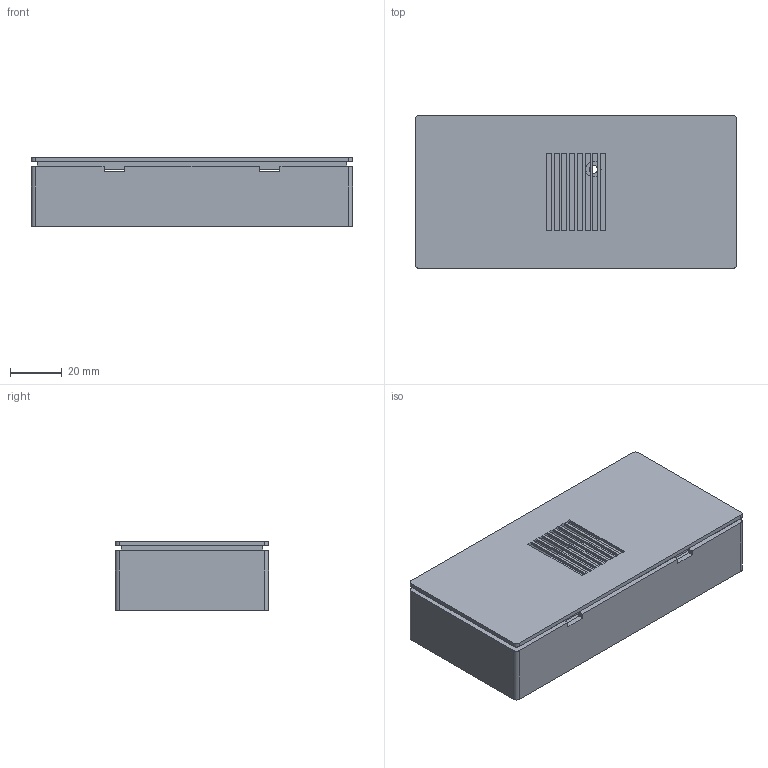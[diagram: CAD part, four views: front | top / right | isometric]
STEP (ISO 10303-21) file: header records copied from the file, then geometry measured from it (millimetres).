
FILE_DESCRIPTION(('Open CASCADE Model'),'2;1');
FILE_NAME('Open CASCADE Shape Model','2026-02-14T09:03:22',('Author'),( 'Open CASCADE'),'Open CASCADE STEP processor 7.8','Open CASCADE 7.8' ,'Unknown');
FILE_SCHEMA(('AUTOMOTIVE_DESIGN { 1 0 10303 214 1 1 1 1 }'));
Length unit declared in the file: millimetre
Products named in the file (3): 039ad8b0-0984-11f1-9fcc-b07b25182963; body; lid
Assembly tree (2 placements, depth 2):
  039ad8b0-0984-11f1-9fcc-b07b25182963
    body
    lid
Bounding box: 124.6 x 59.4 x 26.8 mm (x, y, z)
Volume: 37528.8 mm3; surface area: 48276.6 mm2
Topology: 2 solids, 2 shells, 102 faces, 276 edges, 184 vertices
Faces by surface type: plane 86, cylinder 16
Full cylindrical faces by diameter (mm): 3.2 x4, 6 x4
Entity records: 6718 total; most frequent: CARTESIAN_POINT 1385, DIRECTION 862, LINE 568, VECTOR 568, ORIENTED_EDGE 552, PCURVE 552, DEFINITIONAL_REPRESENTATION 552, EDGE_CURVE 276
